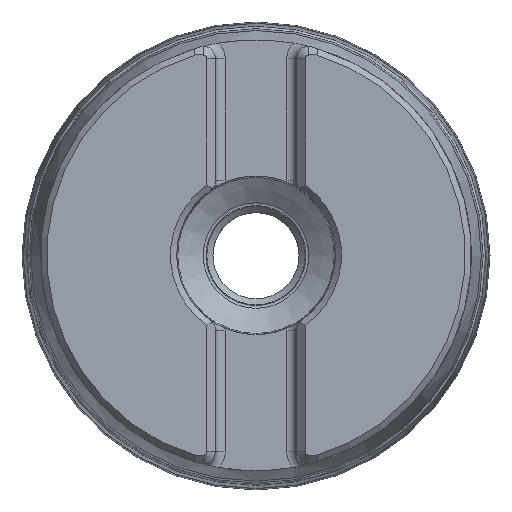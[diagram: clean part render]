
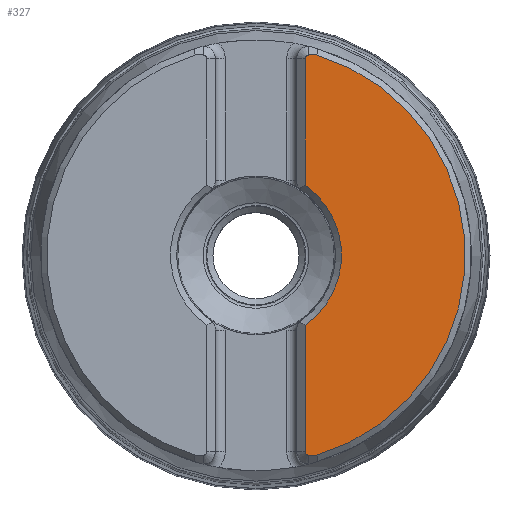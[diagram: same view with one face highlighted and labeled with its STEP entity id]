
A CAD part, top view. The second image highlights one B-rep face of the part: STEP entity #327.
In plain terms, the highlighted planar face has unit normal (0, 0, 1).
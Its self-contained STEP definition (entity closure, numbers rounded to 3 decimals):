
#106=PLANE('',#1729);
#125=FACE_OUTER_BOUND('',#739,.T.);
#175=LINE('',#2722,#223);
#176=LINE('',#2727,#224);
#177=LINE('',#2731,#225);
#178=LINE('',#2735,#226);
#223=VECTOR('',#1996,1.);
#224=VECTOR('',#1999,1.);
#225=VECTOR('',#2002,1.);
#226=VECTOR('',#2005,1.);
#327=ADVANCED_FACE('',(#125),#106,.T.);
#739=EDGE_LOOP('',(#921,#922,#923,#924,#925,#926,#927,#928));
#921=ORIENTED_EDGE('',*,*,#1422,.F.);
#922=ORIENTED_EDGE('',*,*,#1423,.T.);
#923=ORIENTED_EDGE('',*,*,#1424,.F.);
#924=ORIENTED_EDGE('',*,*,#1425,.F.);
#925=ORIENTED_EDGE('',*,*,#1426,.F.);
#926=ORIENTED_EDGE('',*,*,#1427,.T.);
#927=ORIENTED_EDGE('',*,*,#1428,.F.);
#928=ORIENTED_EDGE('',*,*,#1429,.F.);
#1277=VERTEX_POINT('',#2723);
#1278=VERTEX_POINT('',#2724);
#1279=VERTEX_POINT('',#2726);
#1280=VERTEX_POINT('',#2728);
#1281=VERTEX_POINT('',#2730);
#1282=VERTEX_POINT('',#2732);
#1283=VERTEX_POINT('',#2734);
#1284=VERTEX_POINT('',#2736);
#1422=EDGE_CURVE('',#1277,#1278,#175,.T.);
#1423=EDGE_CURVE('',#1277,#1279,#1617,.T.);
#1424=EDGE_CURVE('',#1280,#1279,#176,.T.);
#1425=EDGE_CURVE('',#1281,#1280,#1618,.T.);
#1426=EDGE_CURVE('',#1282,#1281,#177,.T.);
#1427=EDGE_CURVE('',#1282,#1283,#1619,.T.);
#1428=EDGE_CURVE('',#1284,#1283,#178,.T.);
#1429=EDGE_CURVE('',#1278,#1284,#1620,.T.);
#1617=CIRCLE('',#1725,17.);
#1618=CIRCLE('',#1726,0.3);
#1619=CIRCLE('',#1727,6.949);
#1620=CIRCLE('',#1728,0.3);
#1725=AXIS2_PLACEMENT_3D('',#2725,#1997,#1998);
#1726=AXIS2_PLACEMENT_3D('',#2729,#2000,#2001);
#1727=AXIS2_PLACEMENT_3D('',#2733,#2003,#2004);
#1728=AXIS2_PLACEMENT_3D('',#2737,#2006,#2007);
#1729=AXIS2_PLACEMENT_3D('',#2738,#2008,#2009);
#1996=DIRECTION('',(-1.,0.,0.));
#1997=DIRECTION('',(0.,0.,1.));
#1998=DIRECTION('',(1.,0.,0.));
#1999=DIRECTION('',(1.,0.,0.));
#2000=DIRECTION('',(0.,0.,-1.));
#2001=DIRECTION('',(-1.,0.,0.));
#2002=DIRECTION('',(0.,1.,0.));
#2003=DIRECTION('',(0.,0.,-1.));
#2004=DIRECTION('',(-1.,0.,0.));
#2005=DIRECTION('',(0.,1.,0.));
#2006=DIRECTION('',(0.,0.,-1.));
#2007=DIRECTION('',(-1.,0.,0.));
#2008=DIRECTION('',(0.,0.,1.));
#2009=DIRECTION('',(1.,0.,0.));
#2722=CARTESIAN_POINT('',(4.297,-16.264,0.));
#2723=CARTESIAN_POINT('',(4.948,-16.264,0.));
#2724=CARTESIAN_POINT('',(4.297,-16.264,0.));
#2725=CARTESIAN_POINT('',(0.,0.,0.));
#2726=CARTESIAN_POINT('',(4.948,16.264,0.));
#2727=CARTESIAN_POINT('',(4.297,16.264,0.));
#2728=CARTESIAN_POINT('',(4.297,16.264,0.));
#2729=CARTESIAN_POINT('',(4.298,15.964,0.));
#2730=CARTESIAN_POINT('',(3.997,15.964,0.));
#2731=CARTESIAN_POINT('',(3.998,-15.964,0.));
#2732=CARTESIAN_POINT('',(3.998,5.684,0.));
#2733=CARTESIAN_POINT('',(0.,0.,0.));
#2734=CARTESIAN_POINT('',(3.998,-5.684,0.));
#2735=CARTESIAN_POINT('',(3.998,-15.964,0.));
#2736=CARTESIAN_POINT('',(3.998,-15.964,0.));
#2737=CARTESIAN_POINT('',(4.297,-15.964,0.));
#2738=CARTESIAN_POINT('',(17.5,0.,0.));
